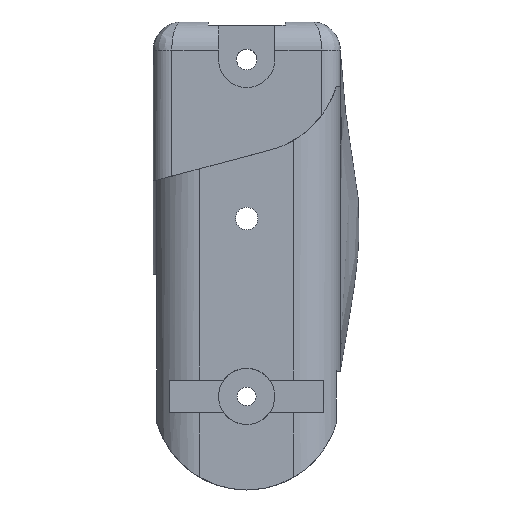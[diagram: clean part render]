
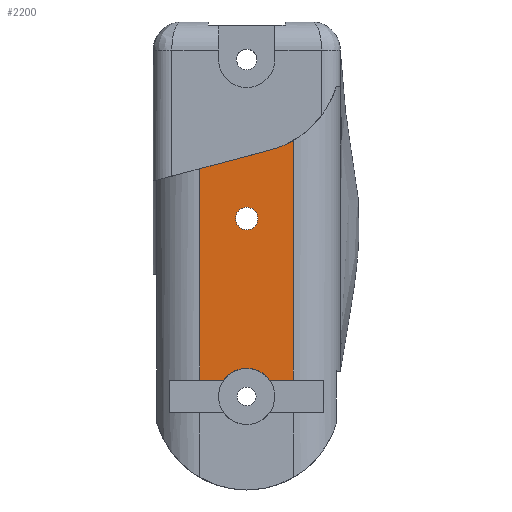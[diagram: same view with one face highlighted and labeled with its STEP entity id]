
A CAD part, left-side view. The second image highlights one B-rep face of the part: STEP entity #2200.
In plain terms, the highlighted planar face has unit normal (-1, 0, 0).
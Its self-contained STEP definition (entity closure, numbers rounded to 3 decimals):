
#5 = EDGE_CURVE ( 'NONE', #208, #1399, #1411, .T. ) ;
#59 = VECTOR ( 'NONE', #1476, 1000. ) ;
#67 = CARTESIAN_POINT ( 'NONE',  ( -13., 0., -21. ) ) ;
#98 = VERTEX_POINT ( 'NONE', #101 ) ;
#101 = CARTESIAN_POINT ( 'NONE',  ( -13., -5., -12.659 ) ) ;
#117 = VECTOR ( 'NONE', #2766, 1000. ) ;
#155 = CARTESIAN_POINT ( 'NONE',  ( -13., 0., -19.8 ) ) ;
#168 = AXIS2_PLACEMENT_3D ( 'NONE', #1907, #1674, #1655 ) ;
#208 = VERTEX_POINT ( 'NONE', #155 ) ;
#210 = CARTESIAN_POINT ( 'NONE',  ( -13., 0., -40. ) ) ;
#213 = CARTESIAN_POINT ( 'NONE',  ( -13., 0., -21. ) ) ;
#298 = LINE ( 'NONE', #754, #59 ) ;
#353 = EDGE_CURVE ( 'NONE', #1399, #208, #2312, .T. ) ;
#355 = VERTEX_POINT ( 'NONE', #921 ) ;
#389 = AXIS2_PLACEMENT_3D ( 'NONE', #210, #2104, #1308 ) ;
#400 = ORIENTED_EDGE ( 'NONE', *, *, #353, .F. ) ;
#579 = ORIENTED_EDGE ( 'NONE', *, *, #2928, .T. ) ;
#608 = ORIENTED_EDGE ( 'NONE', *, *, #2496, .F. ) ;
#626 = AXIS2_PLACEMENT_3D ( 'NONE', #67, #1746, #2448 ) ;
#754 = CARTESIAN_POINT ( 'NONE',  ( -13., -5., -50. ) ) ;
#763 = CIRCLE ( 'NONE', #2296, 3. ) ;
#786 = CARTESIAN_POINT ( 'NONE',  ( -13., 5., -38.25 ) ) ;
#841 = LINE ( 'NONE', #1530, #1197 ) ;
#897 = VERTEX_POINT ( 'NONE', #2990 ) ;
#921 = CARTESIAN_POINT ( 'NONE',  ( -13., 5., -15.673 ) ) ;
#930 = PLANE ( 'NONE',  #168 ) ;
#1093 = ORIENTED_EDGE ( 'NONE', *, *, #1330, .F. ) ;
#1122 = DIRECTION ( 'NONE',  ( -1., 0., 0. ) ) ;
#1124 = LINE ( 'NONE', #1632, #2712 ) ;
#1197 = VECTOR ( 'NONE', #2484, 1000. ) ;
#1262 = EDGE_CURVE ( 'NONE', #897, #98, #2905, .T. ) ;
#1308 = DIRECTION ( 'NONE',  ( 0., 0., 1. ) ) ;
#1330 = EDGE_CURVE ( 'NONE', #1840, #2784, #2860, .T. ) ;
#1350 = VERTEX_POINT ( 'NONE', #3048 ) ;
#1389 = DIRECTION ( 'NONE',  ( 0., 0., -1. ) ) ;
#1399 = VERTEX_POINT ( 'NONE', #2412 ) ;
#1411 = CIRCLE ( 'NONE', #626, 1.2 ) ;
#1419 = EDGE_LOOP ( 'NONE', ( #2315, #1093, #1624, #2837, #2297, #2571, #608, #579 ) ) ;
#1420 = FACE_OUTER_BOUND ( 'NONE', #1419, .T. ) ;
#1476 = DIRECTION ( 'NONE',  ( 0., 0., 1. ) ) ;
#1493 = VECTOR ( 'NONE', #1781, 1000. ) ;
#1521 = EDGE_LOOP ( 'NONE', ( #2094, #400 ) ) ;
#1530 = CARTESIAN_POINT ( 'NONE',  ( -13., -8.25, -38.25 ) ) ;
#1568 = CARTESIAN_POINT ( 'NONE',  ( -13., 0., -37. ) ) ;
#1574 = CARTESIAN_POINT ( 'NONE',  ( -13., 2.437, -38.25 ) ) ;
#1580 = VERTEX_POINT ( 'NONE', #1755 ) ;
#1614 = DIRECTION ( 'NONE',  ( 0., 0., 1. ) ) ;
#1624 = ORIENTED_EDGE ( 'NONE', *, *, #2216, .F. ) ;
#1625 = FACE_BOUND ( 'NONE', #1521, .T. ) ;
#1632 = CARTESIAN_POINT ( 'NONE',  ( -13., 5., -50. ) ) ;
#1655 = DIRECTION ( 'NONE',  ( 0., 0., 1. ) ) ;
#1674 = DIRECTION ( 'NONE',  ( -1., 0., 0. ) ) ;
#1746 = DIRECTION ( 'NONE',  ( -1., 0., 0. ) ) ;
#1755 = CARTESIAN_POINT ( 'NONE',  ( -13., -2.437, -38.25 ) ) ;
#1781 = DIRECTION ( 'NONE',  ( 0., 1., 0. ) ) ;
#1840 = VERTEX_POINT ( 'NONE', #1568 ) ;
#1907 = CARTESIAN_POINT ( 'NONE',  ( -13., -10., -50. ) ) ;
#2022 = LINE ( 'NONE', #2971, #1493 ) ;
#2043 = VERTEX_POINT ( 'NONE', #786 ) ;
#2094 = ORIENTED_EDGE ( 'NONE', *, *, #5, .F. ) ;
#2104 = DIRECTION ( 'NONE',  ( -1., 0., 0. ) ) ;
#2139 = DIRECTION ( 'NONE',  ( -1., 0., 0. ) ) ;
#2150 = EDGE_CURVE ( 'NONE', #1350, #98, #298, .T. ) ;
#2171 = AXIS2_PLACEMENT_3D ( 'NONE', #213, #2139, #2849 ) ;
#2189 = EDGE_CURVE ( 'NONE', #2784, #2043, #2022, .T. ) ;
#2200 = ADVANCED_FACE ( 'NONE', ( #1625, #1420 ), #930, .T. ) ;
#2216 = EDGE_CURVE ( 'NONE', #1580, #1840, #763, .T. ) ;
#2296 = AXIS2_PLACEMENT_3D ( 'NONE', #2857, #2389, #2575 ) ;
#2297 = ORIENTED_EDGE ( 'NONE', *, *, #2150, .T. ) ;
#2308 = LINE ( 'NONE', #2735, #117 ) ;
#2312 = CIRCLE ( 'NONE', #2171, 1.2 ) ;
#2315 = ORIENTED_EDGE ( 'NONE', *, *, #2189, .F. ) ;
#2389 = DIRECTION ( 'NONE',  ( -1., 0., 0. ) ) ;
#2412 = CARTESIAN_POINT ( 'NONE',  ( -13., 0., -22.2 ) ) ;
#2448 = DIRECTION ( 'NONE',  ( 0., 0., 1. ) ) ;
#2451 = EDGE_CURVE ( 'NONE', #1350, #1580, #841, .T. ) ;
#2484 = DIRECTION ( 'NONE',  ( 0., 1., 0. ) ) ;
#2496 = EDGE_CURVE ( 'NONE', #355, #897, #2308, .T. ) ;
#2571 = ORIENTED_EDGE ( 'NONE', *, *, #1262, .F. ) ;
#2575 = DIRECTION ( 'NONE',  ( 0., 0., 1. ) ) ;
#2579 = CARTESIAN_POINT ( 'NONE',  ( -13., 0., -3.999 ) ) ;
#2712 = VECTOR ( 'NONE', #1389, 1000. ) ;
#2735 = CARTESIAN_POINT ( 'NONE',  ( -13., 10., -17. ) ) ;
#2760 = AXIS2_PLACEMENT_3D ( 'NONE', #2579, #1122, #1614 ) ;
#2766 = DIRECTION ( 'NONE',  ( 0., -0.967, 0.257 ) ) ;
#2784 = VERTEX_POINT ( 'NONE', #1574 ) ;
#2837 = ORIENTED_EDGE ( 'NONE', *, *, #2451, .F. ) ;
#2849 = DIRECTION ( 'NONE',  ( 0., 0., 1. ) ) ;
#2857 = CARTESIAN_POINT ( 'NONE',  ( -13., 0., -40. ) ) ;
#2860 = CIRCLE ( 'NONE', #389, 3. ) ;
#2905 = CIRCLE ( 'NONE', #2760, 10. ) ;
#2928 = EDGE_CURVE ( 'NONE', #355, #2043, #1124, .T. ) ;
#2971 = CARTESIAN_POINT ( 'NONE',  ( -13., 2.437, -38.25 ) ) ;
#2990 = CARTESIAN_POINT ( 'NONE',  ( -13., -2.565, -13.665 ) ) ;
#3048 = CARTESIAN_POINT ( 'NONE',  ( -13., -5., -38.25 ) ) ;
